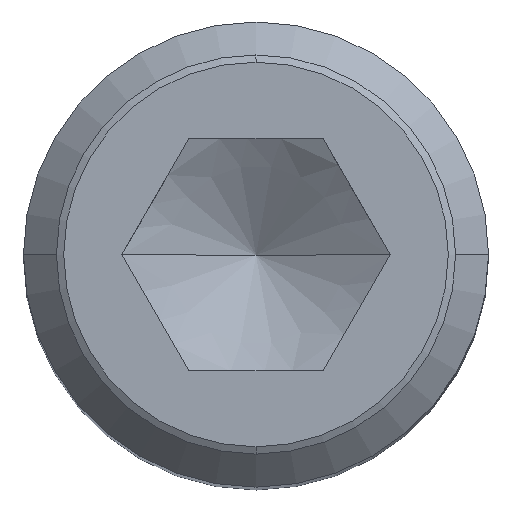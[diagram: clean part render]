
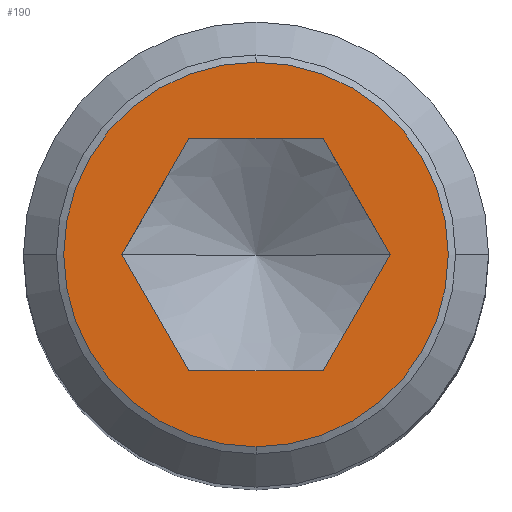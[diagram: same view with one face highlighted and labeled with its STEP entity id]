
A CAD part, top view. The second image highlights one B-rep face of the part: STEP entity #190.
In plain terms, the highlighted planar face has unit normal (0, 0, 1).
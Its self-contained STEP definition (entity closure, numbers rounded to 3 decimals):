
#172=EDGE_CURVE('',#186,#218,#405,.T.);
#178=EDGE_CURVE('',#218,#186,#412,.T.);
#180=EDGE_CURVE('',#302,#214,#414,.T.);
#186=VERTEX_POINT('',#421);
#190=ADVANCED_FACE('',(#425,#426),#427,.T.);
#208=EDGE_CURVE('',#214,#248,#447,.T.);
#214=VERTEX_POINT('',#453);
#218=VERTEX_POINT('',#458);
#242=EDGE_CURVE('',#248,#338,#483,.T.);
#248=VERTEX_POINT('',#490);
#290=EDGE_CURVE('',#328,#302,#537,.T.);
#302=VERTEX_POINT('',#549);
#308=EDGE_CURVE('',#322,#328,#555,.T.);
#322=VERTEX_POINT('',#572);
#328=VERTEX_POINT('',#579);
#338=VERTEX_POINT('',#590);
#344=EDGE_CURVE('',#338,#322,#596,.T.);
#405=CIRCLE('',#663,2.067);
#412=CIRCLE('',#671,2.067);
#414=LINE('',#674,#675);
#421=CARTESIAN_POINT('',(0.,-2.067,0.));
#425=FACE_BOUND('',#697,.T.);
#426=FACE_OUTER_BOUND('',#698,.T.);
#427=PLANE('',#699);
#447=LINE('',#725,#726);
#453=CARTESIAN_POINT('',(-0.722,1.25,0.));
#458=CARTESIAN_POINT('',(0.,2.067,0.));
#483=LINE('',#782,#783);
#490=CARTESIAN_POINT('',(0.722,1.25,0.));
#537=LINE('',#863,#864);
#549=CARTESIAN_POINT('',(-1.443,0.0,0.));
#555=LINE('',#892,#893);
#572=CARTESIAN_POINT('',(0.722,-1.25,0.));
#579=CARTESIAN_POINT('',(-0.722,-1.25,0.));
#590=CARTESIAN_POINT('',(1.443,0.0,0.));
#596=LINE('',#965,#966);
#663=AXIS2_PLACEMENT_3D('',#1028,#1029,#1030);
#671=AXIS2_PLACEMENT_3D('',#1039,#1040,#1041);
#674=CARTESIAN_POINT('',(-0.902,0.938,0.));
#675=VECTOR('',#1042,1.0);
#697=EDGE_LOOP('',(#1055,#1056,#1057,#1058,#1059,#1060));
#698=EDGE_LOOP('',(#1061,#1062));
#699=AXIS2_PLACEMENT_3D('',#1063,#1064,#1065);
#725=CARTESIAN_POINT('',(0.361,1.25,0.));
#726=VECTOR('',#1087,1.0);
#782=CARTESIAN_POINT('',(1.263,0.313,0.));
#783=VECTOR('',#1117,1.0);
#863=CARTESIAN_POINT('',(-1.263,-0.312,0.));
#864=VECTOR('',#1175,1.0);
#892=CARTESIAN_POINT('',(-0.361,-1.25,0.));
#893=VECTOR('',#1187,1.0);
#965=CARTESIAN_POINT('',(0.902,-0.937,0.));
#966=VECTOR('',#1234,1.0);
#1028=CARTESIAN_POINT('',(0.,0.,0.));
#1029=DIRECTION('',(0.0,0.0,1.0));
#1030=DIRECTION('',(0.,1.0,0.0));
#1039=CARTESIAN_POINT('',(0.,0.,0.));
#1040=DIRECTION('',(0.0,0.0,1.0));
#1041=DIRECTION('',(0.,1.0,0.0));
#1042=DIRECTION('',(0.5,0.866,0.));
#1055=ORIENTED_EDGE('',*,*,#290,.T.);
#1056=ORIENTED_EDGE('',*,*,#180,.T.);
#1057=ORIENTED_EDGE('',*,*,#208,.T.);
#1058=ORIENTED_EDGE('',*,*,#242,.T.);
#1059=ORIENTED_EDGE('',*,*,#344,.T.);
#1060=ORIENTED_EDGE('',*,*,#308,.T.);
#1061=ORIENTED_EDGE('',*,*,#178,.T.);
#1062=ORIENTED_EDGE('',*,*,#172,.T.);
#1063=CARTESIAN_POINT('',(-1.772,0.,0.));
#1064=DIRECTION('',(0.0,0.0,1.0));
#1065=DIRECTION('',(-1.0,0.,0.0));
#1087=DIRECTION('',(1.0,0.0,0.0));
#1117=DIRECTION('',(0.5,-0.866,0.));
#1175=DIRECTION('',(-0.5,0.866,0.));
#1187=DIRECTION('',(-1.0,0.0,0.0));
#1234=DIRECTION('',(-0.5,-0.866,0.));
